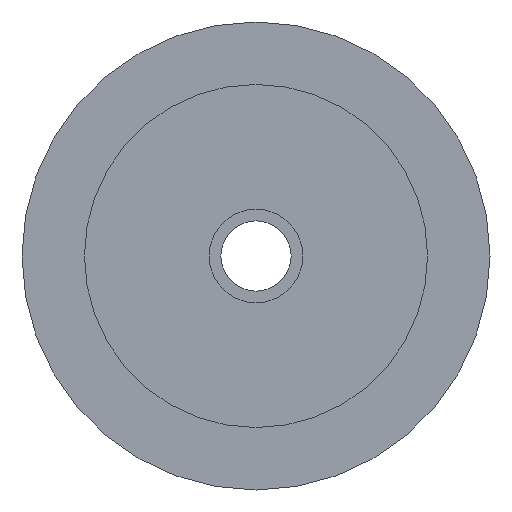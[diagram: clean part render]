
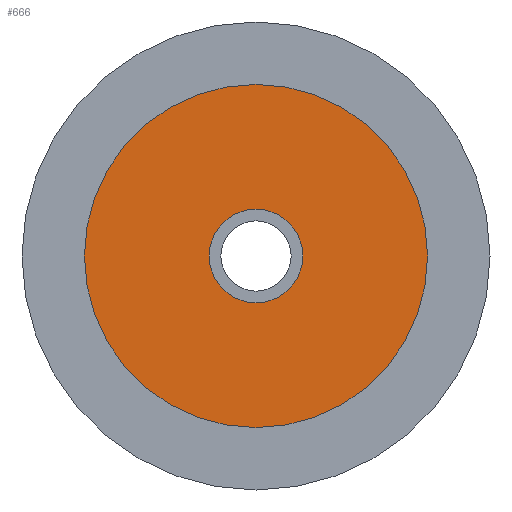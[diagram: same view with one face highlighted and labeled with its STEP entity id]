
A CAD part, front view. The second image highlights one B-rep face of the part: STEP entity #666.
In plain terms, the highlighted planar face has unit normal (0, -1, 0).
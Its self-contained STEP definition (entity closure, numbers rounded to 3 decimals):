
#32 = AXIS2_PLACEMENT_3D ( 'NONE', #660, #311, #183 ) ;
#51 = PLANE ( 'NONE',  #211 ) ;
#77 = ORIENTED_EDGE ( 'NONE', *, *, #318, .T. ) ;
#98 = CARTESIAN_POINT ( 'NONE',  ( 0., 15., 0. ) ) ;
#127 = EDGE_LOOP ( 'NONE', ( #77, #217 ) ) ;
#137 = CIRCLE ( 'NONE', #350, 30. ) ;
#146 = VERTEX_POINT ( 'NONE', #488 ) ;
#153 = EDGE_CURVE ( 'NONE', #146, #712, #768, .T. ) ;
#156 = DIRECTION ( 'NONE',  ( 0., 0., 1. ) ) ;
#171 = CARTESIAN_POINT ( 'NONE',  ( 0., 15., -30. ) ) ;
#183 = DIRECTION ( 'NONE',  ( 0., 0., 1. ) ) ;
#185 = CIRCLE ( 'NONE', #440, 110. ) ;
#202 = VERTEX_POINT ( 'NONE', #262 ) ;
#211 = AXIS2_PLACEMENT_3D ( 'NONE', #461, #703, #454 ) ;
#217 = ORIENTED_EDGE ( 'NONE', *, *, #476, .T. ) ;
#236 = CARTESIAN_POINT ( 'NONE',  ( 0., 15., 0. ) ) ;
#259 = ORIENTED_EDGE ( 'NONE', *, *, #153, .F. ) ;
#262 = CARTESIAN_POINT ( 'NONE',  ( 0., 15., 30. ) ) ;
#280 = EDGE_CURVE ( 'NONE', #712, #146, #185, .T. ) ;
#288 = DIRECTION ( 'NONE',  ( 0., 0., 1. ) ) ;
#311 = DIRECTION ( 'NONE',  ( 0., 1., 0. ) ) ;
#318 = EDGE_CURVE ( 'NONE', #202, #516, #602, .T. ) ;
#335 = DIRECTION ( 'NONE',  ( 0., 1., 0. ) ) ;
#350 = AXIS2_PLACEMENT_3D ( 'NONE', #236, #638, #288 ) ;
#379 = ORIENTED_EDGE ( 'NONE', *, *, #280, .F. ) ;
#397 = CARTESIAN_POINT ( 'NONE',  ( 0., 15., 0. ) ) ;
#440 = AXIS2_PLACEMENT_3D ( 'NONE', #98, #335, #578 ) ;
#454 = DIRECTION ( 'NONE',  ( 0., 0., -1. ) ) ;
#461 = CARTESIAN_POINT ( 'NONE',  ( 30., 15., 0. ) ) ;
#466 = FACE_OUTER_BOUND ( 'NONE', #741, .T. ) ;
#476 = EDGE_CURVE ( 'NONE', #516, #202, #137, .T. ) ;
#488 = CARTESIAN_POINT ( 'NONE',  ( 0., 15., 110. ) ) ;
#516 = VERTEX_POINT ( 'NONE', #171 ) ;
#578 = DIRECTION ( 'NONE',  ( 0., 0., 1. ) ) ;
#602 = CIRCLE ( 'NONE', #680, 30. ) ;
#620 = FACE_BOUND ( 'NONE', #127, .T. ) ;
#638 = DIRECTION ( 'NONE',  ( 0., 1., 0. ) ) ;
#660 = CARTESIAN_POINT ( 'NONE',  ( 0., 15., 0. ) ) ;
#664 = CARTESIAN_POINT ( 'NONE',  ( 0., 15., -110. ) ) ;
#666 = ADVANCED_FACE ( 'NONE', ( #620, #466 ), #51, .T. ) ;
#680 = AXIS2_PLACEMENT_3D ( 'NONE', #397, #747, #156 ) ;
#703 = DIRECTION ( 'NONE',  ( 0., -1., 0. ) ) ;
#712 = VERTEX_POINT ( 'NONE', #664 ) ;
#741 = EDGE_LOOP ( 'NONE', ( #259, #379 ) ) ;
#747 = DIRECTION ( 'NONE',  ( 0., 1., 0. ) ) ;
#768 = CIRCLE ( 'NONE', #32, 110. ) ;
